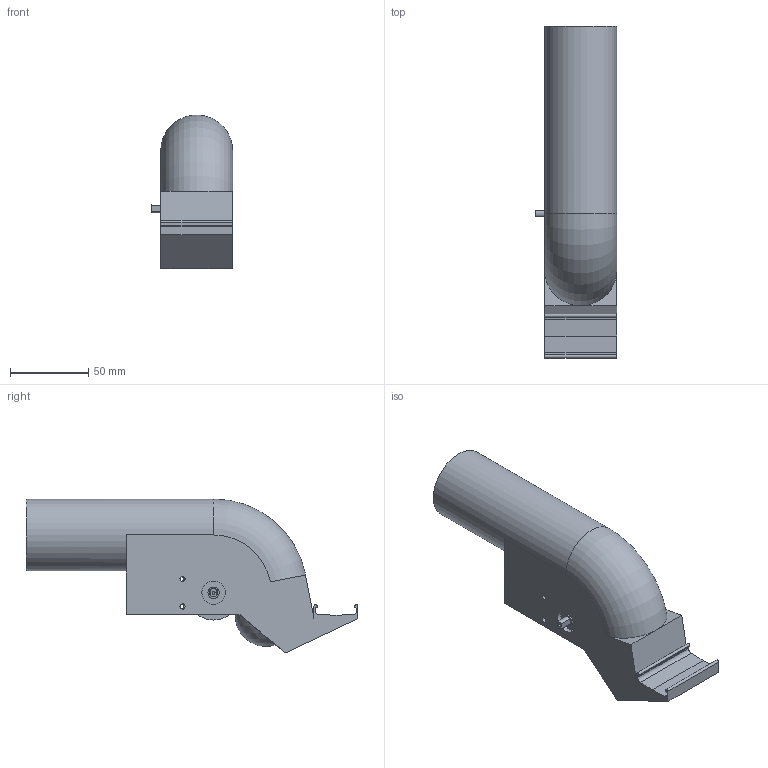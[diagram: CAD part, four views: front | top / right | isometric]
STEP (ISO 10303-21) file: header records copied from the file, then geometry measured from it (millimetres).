
FILE_DESCRIPTION(/* description */ (''),/* implementation_level */ '2;1');
FILE_NAME(/* name */ 'Ping Pong Ball Shooter v4.step',/* time_stamp */ '2024-07-15T02:18:04-04:00',/* author */ (''),/* organization */ (''),/* preprocessor_version */ 'ST-DEVELOPER v20',/* originating_system */ 'Autodesk Translation Framework v13.14.0.145',/* authorisation */ '');
FILE_SCHEMA (('AUTOMOTIVE_DESIGN { 1 0 10303 214 3 1 1 }'));
Length unit declared in the file: millimetre
Products named in the file (15): Ping Pong Ball Shooter; Container Tube; Feeder Roller; TT Motor; TT Motor_1; Part 8; Surface 1; Part 7; Part 6; Part 5; Part 4; Part 3; Part 2; Part 1; Ping Pong Ball
Assembly tree (14 placements, depth 4):
  Ping Pong Ball Shooter
    Container Tube
    Feeder Roller
    TT Motor
      TT Motor_1
        Part 8
        Surface 1
        Part 7
        Part 6
        Part 5
        Part 4
        Part 3
        Part 2
        Part 1
    Ping Pong Ball
Bounding box: 52 x 212.39 x 98.57 mm (x, y, z)
Volume: 164998.9 mm3; surface area: 85460.3 mm2
Topology: 11 solids, 12 shells, 204 faces, 516 edges, 340 vertices
Faces by surface type: plane 138, cylinder 60, torus 5, sphere 1
Full cylindrical faces by diameter (mm): 1.8 x1, 1.9 x2, 2.8 x1, 3 x2, 3.3 x2, 3.8 x1, 5.4 x2, 5.7 x1, 7.2 x1, 10 x2, 15 x1, 35 x1, 42 x1, 46 x1
Entity records: 6946 total; most frequent: CARTESIAN_POINT 1251, DIRECTION 1111, ORIENTED_EDGE 1016, EDGE_CURVE 514, AXIS2_PLACEMENT_3D 378, LINE 355, VECTOR 355, VERTEX_POINT 340
